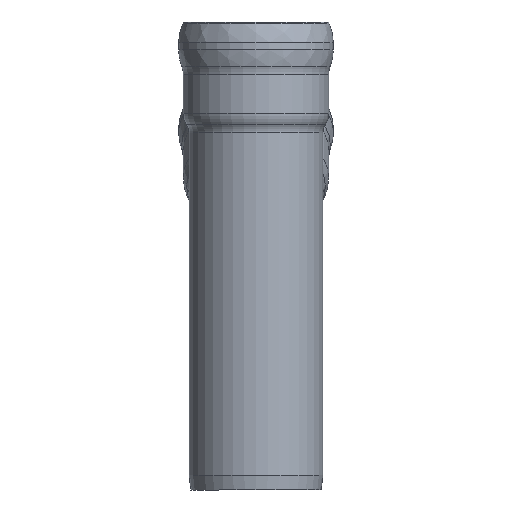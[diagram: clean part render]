
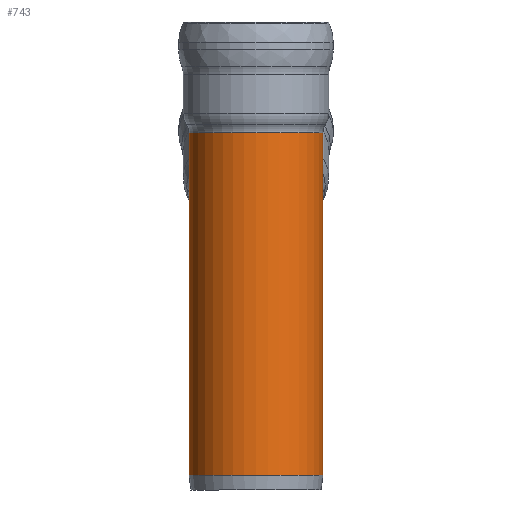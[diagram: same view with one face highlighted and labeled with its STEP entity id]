
A CAD part, left-side view. The second image highlights one B-rep face of the part: STEP entity #743.
In plain terms, the highlighted cylindrical face has radius 365 mm (diameter 730 mm), a full revolution.
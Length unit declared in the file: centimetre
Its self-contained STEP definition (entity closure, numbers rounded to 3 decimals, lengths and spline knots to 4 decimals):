
#40=ELLIPSE('',#876,39.5073,36.5);
#41=ELLIPSE('',#877,95.3791,36.5);
#42=ELLIPSE('',#880,95.3791,36.5);
#43=ELLIPSE('',#881,39.5073,36.5);
#49=CYLINDRICAL_SURFACE('',#875,36.5);
#73=FACE_OUTER_BOUND('',#120,.T.);
#120=EDGE_LOOP('',(#494,#495,#496,#497,#498,#499,#500,#501,#502,#503,#504,
#505));
#173=CIRCLE('',#872,36.5);
#174=CIRCLE('',#873,36.5);
#176=CIRCLE('',#878,36.5);
#177=CIRCLE('',#879,36.5);
#267=VERTEX_POINT('',#1354);
#268=VERTEX_POINT('',#1356);
#269=VERTEX_POINT('',#1361);
#270=VERTEX_POINT('',#1363);
#271=VERTEX_POINT('',#1365);
#272=VERTEX_POINT('',#1367);
#273=VERTEX_POINT('',#1369);
#274=VERTEX_POINT('',#1372);
#352=EDGE_CURVE('',#267,#268,#173,.T.);
#353=EDGE_CURVE('',#268,#267,#174,.T.);
#355=EDGE_CURVE('',#268,#269,#798,.T.);
#356=EDGE_CURVE('',#269,#270,#40,.T.);
#357=EDGE_CURVE('',#270,#271,#41,.T.);
#358=EDGE_CURVE('',#271,#272,#799,.T.);
#359=EDGE_CURVE('',#273,#272,#176,.T.);
#360=EDGE_CURVE('',#272,#273,#177,.T.);
#361=EDGE_CURVE('',#271,#274,#42,.T.);
#362=EDGE_CURVE('',#274,#269,#43,.T.);
#494=ORIENTED_EDGE('',*,*,#352,.F.);
#495=ORIENTED_EDGE('',*,*,#353,.F.);
#496=ORIENTED_EDGE('',*,*,#355,.T.);
#497=ORIENTED_EDGE('',*,*,#356,.T.);
#498=ORIENTED_EDGE('',*,*,#357,.T.);
#499=ORIENTED_EDGE('',*,*,#358,.T.);
#500=ORIENTED_EDGE('',*,*,#359,.F.);
#501=ORIENTED_EDGE('',*,*,#360,.F.);
#502=ORIENTED_EDGE('',*,*,#358,.F.);
#503=ORIENTED_EDGE('',*,*,#361,.T.);
#504=ORIENTED_EDGE('',*,*,#362,.T.);
#505=ORIENTED_EDGE('',*,*,#355,.F.);
#743=ADVANCED_FACE('',(#73),#49,.T.);
#798=LINE('',#1362,#827);
#799=LINE('',#1368,#828);
#827=VECTOR('',#1049,36.5);
#828=VECTOR('',#1054,36.5);
#872=AXIS2_PLACEMENT_3D('',#1357,#1041,#1042);
#873=AXIS2_PLACEMENT_3D('',#1358,#1043,#1044);
#875=AXIS2_PLACEMENT_3D('',#1360,#1047,#1048);
#876=AXIS2_PLACEMENT_3D('',#1364,#1050,#1051);
#877=AXIS2_PLACEMENT_3D('',#1366,#1052,#1053);
#878=AXIS2_PLACEMENT_3D('',#1370,#1055,#1056);
#879=AXIS2_PLACEMENT_3D('',#1371,#1057,#1058);
#880=AXIS2_PLACEMENT_3D('',#1373,#1059,#1060);
#881=AXIS2_PLACEMENT_3D('',#1374,#1061,#1062);
#1041=DIRECTION('center_axis',(0.,0.,-1.));
#1042=DIRECTION('ref_axis',(1.,0.,0.));
#1043=DIRECTION('center_axis',(0.,0.,-1.));
#1044=DIRECTION('ref_axis',(1.,0.,0.));
#1047=DIRECTION('center_axis',(0.,0.,-1.));
#1048=DIRECTION('ref_axis',(-1.,0.,0.));
#1049=DIRECTION('',(0.,0.,1.));
#1050=DIRECTION('center_axis',(-0.383,0.,-0.924));
#1051=DIRECTION('ref_axis',(-0.924,0.,0.383));
#1052=DIRECTION('center_axis',(-0.924,0.,
0.383));
#1053=DIRECTION('ref_axis',(-0.383,0.,-0.924));
#1054=DIRECTION('',(0.,0.,1.));
#1055=DIRECTION('center_axis',(0.,0.,1.));
#1056=DIRECTION('ref_axis',(1.,0.,0.));
#1057=DIRECTION('center_axis',(0.,0.,1.));
#1058=DIRECTION('ref_axis',(1.,0.,0.));
#1059=DIRECTION('center_axis',(-0.924,0.,
0.383));
#1060=DIRECTION('ref_axis',(-0.383,0.,-0.924));
#1061=DIRECTION('center_axis',(-0.383,0.,-0.924));
#1062=DIRECTION('ref_axis',(-0.924,0.,0.383));
#1354=CARTESIAN_POINT('',(0.,-36.5,8.0623));
#1356=CARTESIAN_POINT('',(36.5,0.,8.0623));
#1357=CARTESIAN_POINT('Origin',(0.,0.,8.0623));
#1358=CARTESIAN_POINT('Origin',(0.,0.,8.0623));
#1360=CARTESIAN_POINT('Origin',(0.,0.,9.));
#1361=CARTESIAN_POINT('',(36.5,0.,69.8812));
#1362=CARTESIAN_POINT('',(36.5,0.,9.));
#1363=CARTESIAN_POINT('',(0.,-36.5,85.));
#1364=CARTESIAN_POINT('Origin',(0.,0.,85.));
#1365=CARTESIAN_POINT('',(36.5,0.,173.1188));
#1366=CARTESIAN_POINT('Origin',(0.,0.,85.));
#1367=CARTESIAN_POINT('',(36.5,0.,194.6934));
#1368=CARTESIAN_POINT('',(36.5,0.,9.));
#1369=CARTESIAN_POINT('',(0.,36.5,194.6934));
#1370=CARTESIAN_POINT('Origin',(0.,0.,194.6934));
#1371=CARTESIAN_POINT('Origin',(0.,0.,194.6934));
#1372=CARTESIAN_POINT('',(0.,36.5,85.));
#1373=CARTESIAN_POINT('Origin',(0.,0.,85.));
#1374=CARTESIAN_POINT('Origin',(0.,0.,85.));
